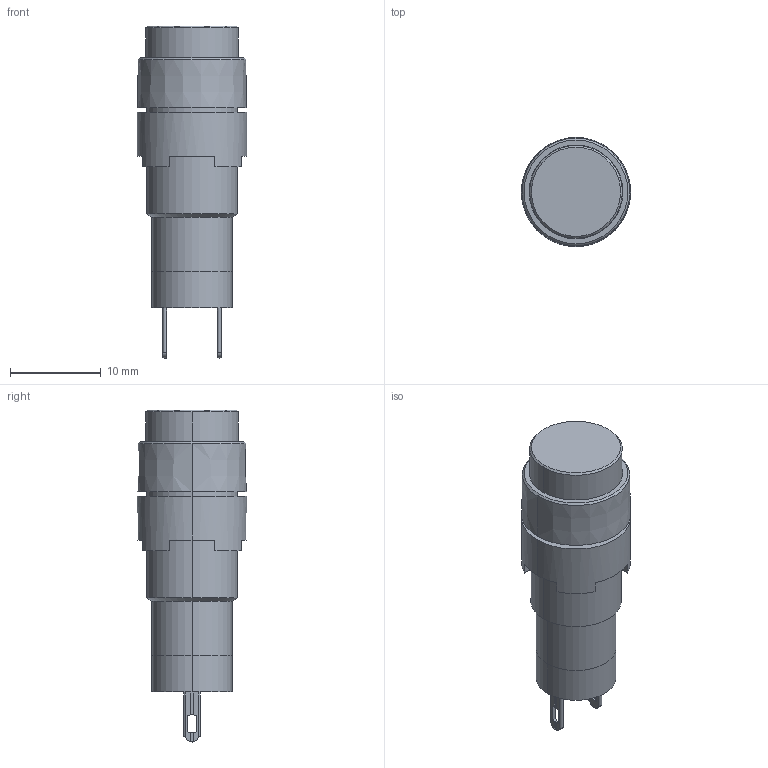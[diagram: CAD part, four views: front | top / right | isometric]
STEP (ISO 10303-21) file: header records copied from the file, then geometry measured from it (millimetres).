
FILE_DESCRIPTION (( 'STEP AP214' ), '1' );
FILE_NAME ('04_AL1M-P1$.STEP', '2020-10-23T08:06:24', ( 'IDEC' ), ( 'IDEC' ), 'SwSTEP 2.0', 'SolidWorks 2019', '' );
FILE_SCHEMA (( 'AUTOMOTIVE_DESIGN' ));
Length unit declared in the file: millimetre
Products named in the file (4): A1-BODY-M; A1-P-BASE; A1-LOCK-NUT; 04_AL1M-P1$
Assembly tree (3 placements, depth 2):
  04_AL1M-P1$
    A1-BODY-M
    A1-P-BASE
    A1-LOCK-NUT
Bounding box: 12 x 12 x 36.5 mm (x, y, z)
Volume: 2626.6 mm3; surface area: 1875.5 mm2
Topology: 3 solids, 3 shells, 85 faces, 223 edges, 146 vertices
Faces by surface type: plane 50, cylinder 27, cone 8
Entity records: 2809 total; most frequent: DIRECTION 495, CARTESIAN_POINT 460, ORIENTED_EDGE 446, EDGE_CURVE 223, AXIS2_PLACEMENT_3D 181, VERTEX_POINT 146, LINE 133, VECTOR 133
